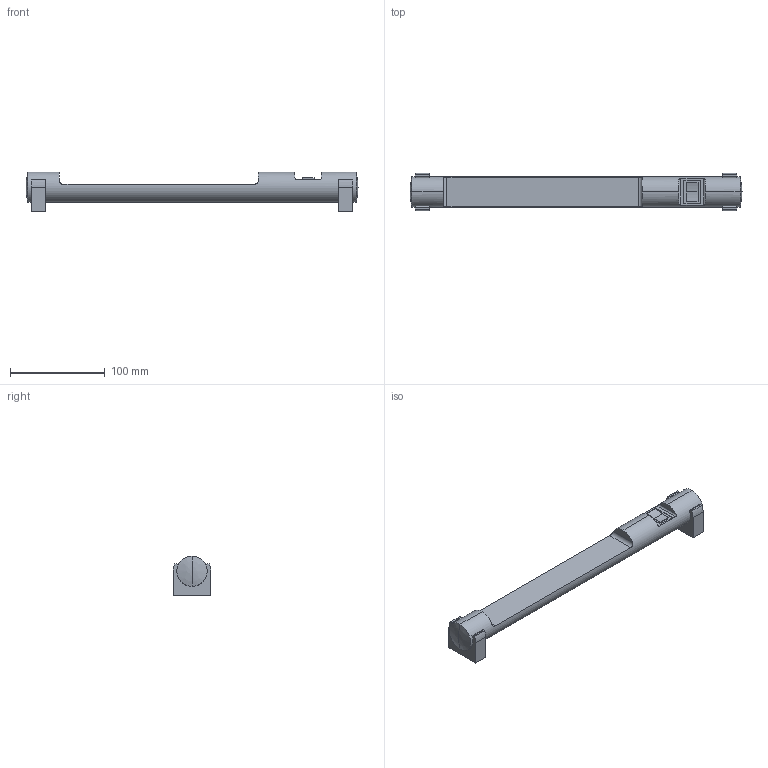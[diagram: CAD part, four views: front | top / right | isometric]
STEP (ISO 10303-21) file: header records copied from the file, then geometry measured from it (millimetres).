
FILE_DESCRIPTION(('starvars output'),'2;1');
FILE_NAME('cv20171024140840000044168.stp','14:08:40 2017/10/24',( 'Thomas Industrial Network Germany GmbH'),( 'Thomas Industrial Network Germany GmbH'),'unknown preprocess','ACIS' ,'unknown authorization');
FILE_SCHEMA(('CONFIG_CONTROL_DESIGN {UNKNOWN IMPLEMENTATION LEVEL}'));
Length unit declared in the file: millimetre
Products named in the file (1): PRODUCT_ID_1
Bounding box: 351 x 40 x 42 mm (x, y, z)
Volume: 229859.8 mm3; surface area: 41213.4 mm2
Topology: 1 solids, 1 shells, 83 faces, 227 edges, 148 vertices
Faces by surface type: plane 51, cylinder 28, bspline 4
Entity records: 2574 total; most frequent: CARTESIAN_POINT 590, ORIENTED_EDGE 446, DIRECTION 333, EDGE_CURVE 223, VERTEX_POINT 148, VECTOR 139, LINE 139, AXIS2_PLACEMENT_3D 97
